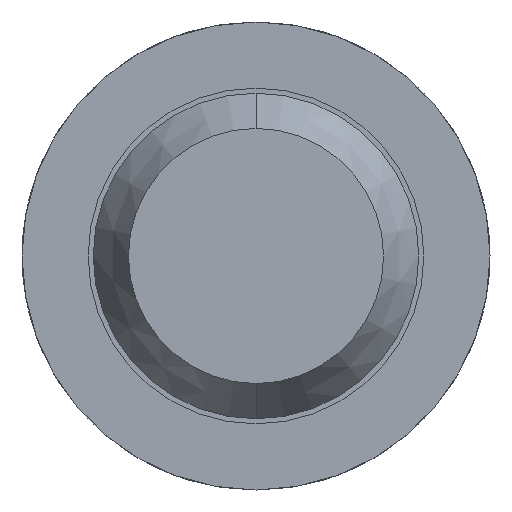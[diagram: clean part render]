
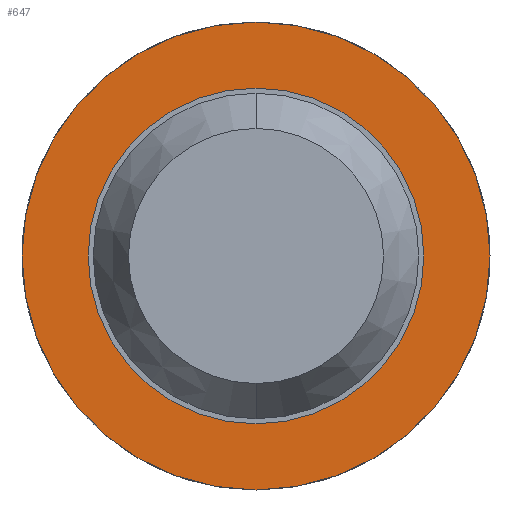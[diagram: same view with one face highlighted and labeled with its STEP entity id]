
A CAD part, front view. The second image highlights one B-rep face of the part: STEP entity #647.
In plain terms, the highlighted planar face has unit normal (0, -1, 0).
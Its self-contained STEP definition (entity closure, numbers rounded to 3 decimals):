
#49 = VERTEX_POINT ( 'NONE', #1003 ) ;
#74 = EDGE_CURVE ( 'Defeature ausgef�hrt2_10+Defeature ausgef�hrt2_14+Defeature ausgef�hrt2_14+Defeature ausgef�hrt2_14', #49, #745, #2022, .T. ) ;
#115 = DIRECTION ( 'NONE',  ( 0., 1., 0. ) ) ;
#221 = AXIS2_PLACEMENT_3D ( 'NONE', #2114, #542, #2073 ) ;
#542 = DIRECTION ( 'NONE',  ( 0., 1., 0. ) ) ;
#647 = ADVANCED_FACE ( 'Defeature ausgef�hrt2_14', ( #1212, #1563 ), #1544, .F. ) ;
#688 = EDGE_LOOP ( 'NONE', ( #2844, #2321 ) ) ;
#740 = DIRECTION ( 'NONE',  ( 0., 1., 0. ) ) ;
#745 = VERTEX_POINT ( 'NONE', #2644 ) ;
#797 = EDGE_CURVE ( 'Defeature ausgef�hrt2_14+Defeature ausgef�hrt2_13+Defeature ausgef�hrt2_13+Defeature ausgef�hrt2_13', #2358, #3627, #1297, .T. ) ;
#872 = CARTESIAN_POINT ( 'NONE',  ( 0.825, -1.7, 0. ) ) ;
#1003 = CARTESIAN_POINT ( 'NONE',  ( 0., -1.7, -1.15 ) ) ;
#1203 = DIRECTION ( 'NONE',  ( 0., 0., 1. ) ) ;
#1212 = FACE_OUTER_BOUND ( 'NONE', #688, .T. ) ;
#1254 = CARTESIAN_POINT ( 'NONE',  ( 0., -1.7, 0.825 ) ) ;
#1297 = CIRCLE ( 'NONE', #3278, 0.825 ) ;
#1466 = EDGE_CURVE ( 'Defeature ausgef�hrt2_14+Defeature ausgef�hrt2_13+Defeature ausgef�hrt2_13+Defeature ausgef�hrt2_13', #3627, #2358, #1698, .T. ) ;
#1496 = AXIS2_PLACEMENT_3D ( 'NONE', #872, #2485, #3411 ) ;
#1544 = PLANE ( 'NONE',  #1496 ) ;
#1563 = FACE_BOUND ( 'NONE', #3576, .T. ) ;
#1698 = CIRCLE ( 'NONE', #2237, 0.825 ) ;
#1757 = ORIENTED_EDGE ( 'NONE', *, *, #1466, .T. ) ;
#2022 = CIRCLE ( 'NONE', #221, 1.15 ) ;
#2043 = CARTESIAN_POINT ( 'NONE',  ( 0., -1.7, 0. ) ) ;
#2054 = CIRCLE ( 'NONE', #3915, 1.15 ) ;
#2073 = DIRECTION ( 'NONE',  ( 0., 0., 1. ) ) ;
#2114 = CARTESIAN_POINT ( 'NONE',  ( 0., -1.7, 0. ) ) ;
#2237 = AXIS2_PLACEMENT_3D ( 'NONE', #3649, #740, #3328 ) ;
#2321 = ORIENTED_EDGE ( 'NONE', *, *, #74, .F. ) ;
#2358 = VERTEX_POINT ( 'NONE', #1254 ) ;
#2485 = DIRECTION ( 'NONE',  ( 0., 1., 0. ) ) ;
#2644 = CARTESIAN_POINT ( 'NONE',  ( 0., -1.7, 1.15 ) ) ;
#2844 = ORIENTED_EDGE ( 'NONE', *, *, #3733, .F. ) ;
#3118 = DIRECTION ( 'NONE',  ( 0., 1., 0. ) ) ;
#3278 = AXIS2_PLACEMENT_3D ( 'NONE', #2043, #115, #3934 ) ;
#3328 = DIRECTION ( 'NONE',  ( 0., 0., 1. ) ) ;
#3337 = CARTESIAN_POINT ( 'NONE',  ( 0., -1.7, -0.825 ) ) ;
#3411 = DIRECTION ( 'NONE',  ( 0., 0., 1. ) ) ;
#3426 = CARTESIAN_POINT ( 'NONE',  ( 0., -1.7, 0. ) ) ;
#3576 = EDGE_LOOP ( 'NONE', ( #3661, #1757 ) ) ;
#3627 = VERTEX_POINT ( 'NONE', #3337 ) ;
#3649 = CARTESIAN_POINT ( 'NONE',  ( 0., -1.7, 0. ) ) ;
#3661 = ORIENTED_EDGE ( 'NONE', *, *, #797, .T. ) ;
#3733 = EDGE_CURVE ( 'Defeature ausgef�hrt2_10+Defeature ausgef�hrt2_14+Defeature ausgef�hrt2_14+Defeature ausgef�hrt2_14', #745, #49, #2054, .T. ) ;
#3915 = AXIS2_PLACEMENT_3D ( 'NONE', #3426, #3118, #1203 ) ;
#3934 = DIRECTION ( 'NONE',  ( 0., 0., 1. ) ) ;
